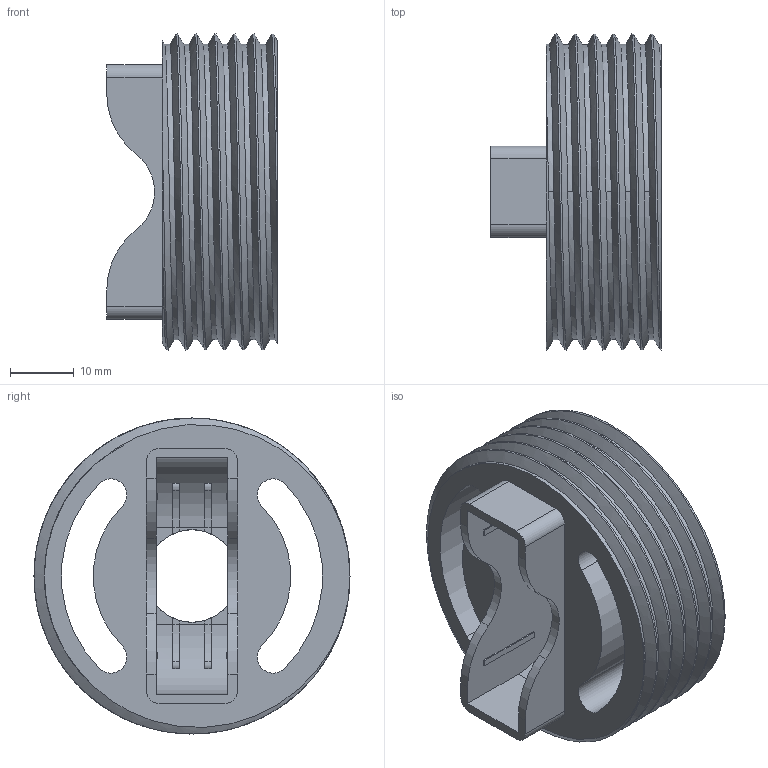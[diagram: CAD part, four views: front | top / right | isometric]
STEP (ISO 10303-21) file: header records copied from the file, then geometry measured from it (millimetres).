
FILE_DESCRIPTION(/* description */ (''),/* implementation_level */ '2;1');
FILE_NAME(/* name */ 'sensor_holder.step',/* time_stamp */ '2022-12-19T21:32:33+01:00',/* author */ (''),/* organization */ (''),/* preprocessor_version */ 'ST-DEVELOPER v18.1',/* originating_system */ 'Autodesk Translation Framework v10.14.0.1471',/* authorisation */ '');
FILE_SCHEMA (('AUTOMOTIVE_DESIGN { 1 0 10303 214 3 1 1 }'));
Length unit declared in the file: millimetre
Products named in the file (1): sensor_holder
Bounding box: 26.73 x 49.56 x 49.57 mm (x, y, z)
Volume: 21364.8 mm3; surface area: 12278.6 mm2
Topology: 1 solids, 1 shells, 106 faces, 295 edges, 195 vertices
Faces by surface type: plane 60, cylinder 43, bspline 2, cone 1
Full cylindrical faces by diameter (mm): 14.5 x1, 46.324 x5, 49.565 x5
Entity records: 5724 total; most frequent: CARTESIAN_POINT 2940, ORIENTED_EDGE 590, DIRECTION 560, EDGE_CURVE 295, VERTEX_POINT 195, AXIS2_PLACEMENT_3D 192, LINE 176, VECTOR 176
